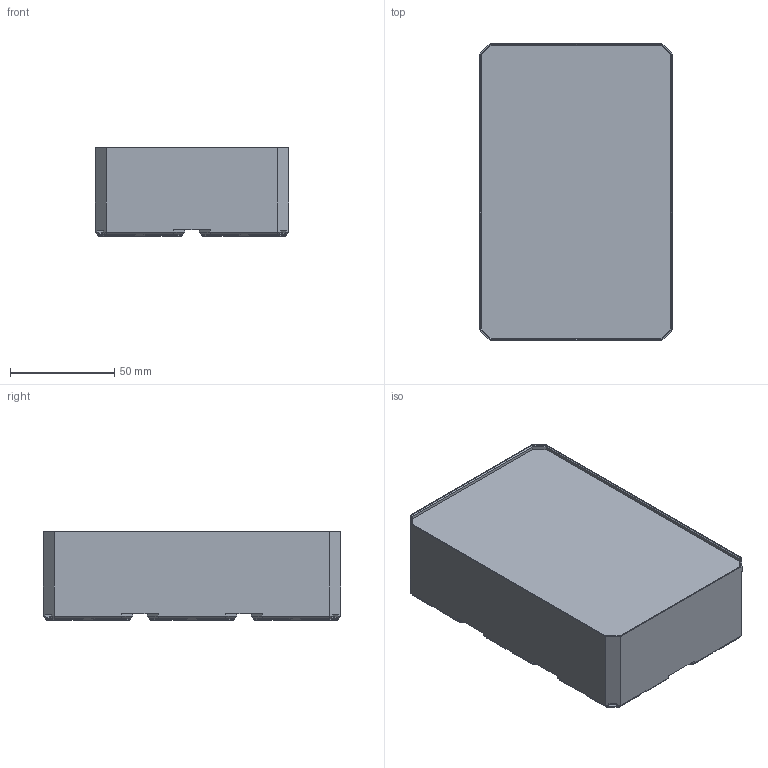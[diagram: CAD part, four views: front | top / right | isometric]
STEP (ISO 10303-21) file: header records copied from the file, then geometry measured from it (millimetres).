
FILE_DESCRIPTION(/* description */ (''),/* implementation_level */ '2;1');
FILE_NAME(/* name */ '2x3.step',/* time_stamp */ '2024-08-26T15:20:52-04:00',/* author */ (''),/* organization */ (''),/* preprocessor_version */ 'ST-DEVELOPER v20',/* originating_system */ 'Autodesk Translation Framework v13.14.0.145',/* authorisation */ '');
FILE_SCHEMA (('AUTOMOTIVE_DESIGN { 1 0 10303 214 3 1 1 }'));
Length unit declared in the file: millimetre
Products named in the file (1): 2x3
Bounding box: 93 x 143 x 42.6 mm (x, y, z)
Volume: 522536.6 mm3; surface area: 49658.1 mm2
Topology: 1 solids, 1 shells, 553 faces, 1416 edges, 872 vertices
Faces by surface type: plane 553
Entity records: 16138 total; most frequent: CARTESIAN_POINT 2842, ORIENTED_EDGE 2832, DIRECTION 2524, LINE 1416, VECTOR 1416, EDGE_CURVE 1416, VERTEX_POINT 872, EDGE_LOOP 560
